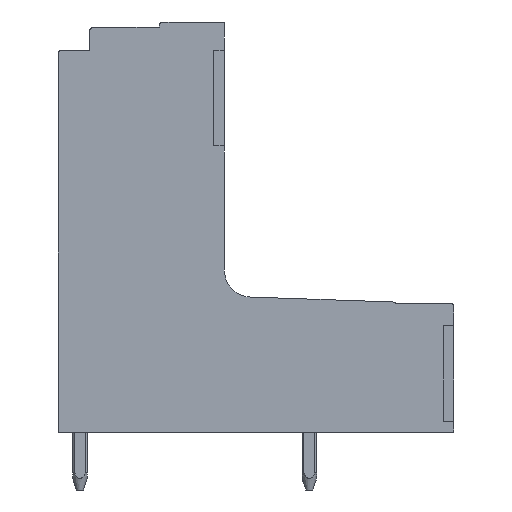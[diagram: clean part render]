
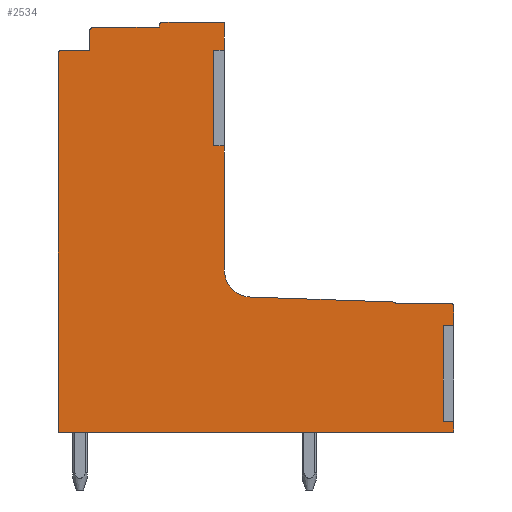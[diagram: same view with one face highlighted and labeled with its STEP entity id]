
A CAD part, left-side view. The second image highlights one B-rep face of the part: STEP entity #2534.
In plain terms, the highlighted planar face has unit normal (-1, 0, 0).
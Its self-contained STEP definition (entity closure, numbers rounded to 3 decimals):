
#2376=AXIS2_PLACEMENT_3D('Circle Axis2P3D',#2374,#2375,$) ;
#2389=AXIS2_PLACEMENT_3D('Plane Axis2P3D',#2386,#2387,#2388) ;
#2400=AXIS2_PLACEMENT_3D('Circle Axis2P3D',#2398,#2399,$) ;
#2414=AXIS2_PLACEMENT_3D('Circle Axis2P3D',#2412,#2413,$) ;
#2428=AXIS2_PLACEMENT_3D('Circle Axis2P3D',#2426,#2427,$) ;
#2440=AXIS2_PLACEMENT_3D('Circle Axis2P3D',#2438,#2439,$) ;
#2461=AXIS2_PLACEMENT_3D('Circle Axis2P3D',#2459,#2460,$) ;
#2482=AXIS2_PLACEMENT_3D('Circle Axis2P3D',#2480,#2481,$) ;
#36=CARTESIAN_POINT('Line Origine',(0.3,0.3,9.1)) ;
#40=CARTESIAN_POINT('Vertex',(0.3,0.,9.1)) ;
#42=CARTESIAN_POINT('Vertex',(0.3,0.6,9.1)) ;
#76=CARTESIAN_POINT('Line Origine',(0.3,0.6,6.45)) ;
#80=CARTESIAN_POINT('Vertex',(0.3,0.6,3.8)) ;
#135=CARTESIAN_POINT('Vertex',(0.3,0.,3.8)) ;
#155=CARTESIAN_POINT('Line Origine',(0.3,0.3,3.8)) ;
#172=CARTESIAN_POINT('Line Origine',(0.3,13.,24.34)) ;
#176=CARTESIAN_POINT('Vertex',(0.3,12.7,24.34)) ;
#178=CARTESIAN_POINT('Vertex',(0.3,13.3,24.34)) ;
#212=CARTESIAN_POINT('Line Origine',(0.3,13.3,21.69)) ;
#216=CARTESIAN_POINT('Vertex',(0.3,13.3,19.04)) ;
#266=CARTESIAN_POINT('Vertex',(0.3,12.7,19.04)) ;
#286=CARTESIAN_POINT('Line Origine',(0.3,13.,19.04)) ;
#977=CARTESIAN_POINT('Vertex',(0.3,12.7,25.8)) ;
#980=CARTESIAN_POINT('Line Origine',(0.3,12.7,25.07)) ;
#985=CARTESIAN_POINT('Line Origine',(0.3,12.7,15.61)) ;
#989=CARTESIAN_POINT('Vertex',(0.3,12.7,12.179)) ;
#2371=CARTESIAN_POINT('Vertex',(0.3,12.8,25.9)) ;
#2374=CARTESIAN_POINT('Axis2P3D Location',(0.3,12.8,25.8)) ;
#2386=CARTESIAN_POINT('Axis2P3D Location',(0.3,0.,0.)) ;
#2391=CARTESIAN_POINT('Line Origine',(0.3,0.,9.65)) ;
#2395=CARTESIAN_POINT('Vertex',(0.3,0.,10.2)) ;
#2398=CARTESIAN_POINT('Axis2P3D Location',(0.3,0.1,10.2)) ;
#2402=CARTESIAN_POINT('Vertex',(0.3,0.1,10.3)) ;
#2405=CARTESIAN_POINT('Line Origine',(0.3,1.65,10.3)) ;
#2409=CARTESIAN_POINT('Vertex',(0.3,3.2,10.3)) ;
#2412=CARTESIAN_POINT('Axis2P3D Location',(0.3,3.406,10.152)) ;
#2416=CARTESIAN_POINT('Vertex',(0.3,3.397,10.406)) ;
#2419=CARTESIAN_POINT('Line Origine',(0.3,7.325,10.543)) ;
#2423=CARTESIAN_POINT('Vertex',(0.3,11.252,10.68)) ;
#2426=CARTESIAN_POINT('Axis2P3D Location',(0.3,11.2,12.179)) ;
#2431=CARTESIAN_POINT('Line Origine',(0.3,14.45,25.9)) ;
#2435=CARTESIAN_POINT('Vertex',(0.3,16.1,25.9)) ;
#2438=CARTESIAN_POINT('Axis2P3D Location',(0.3,16.1,25.7)) ;
#2442=CARTESIAN_POINT('Vertex',(0.3,16.3,25.7)) ;
#2445=CARTESIAN_POINT('Line Origine',(0.3,16.3,25.65)) ;
#2449=CARTESIAN_POINT('Vertex',(0.3,16.3,25.6)) ;
#2452=CARTESIAN_POINT('Line Origine',(0.3,18.125,25.6)) ;
#2456=CARTESIAN_POINT('Vertex',(0.3,19.95,25.6)) ;
#2459=CARTESIAN_POINT('Axis2P3D Location',(0.3,19.95,25.4)) ;
#2463=CARTESIAN_POINT('Vertex',(0.3,20.15,25.4)) ;
#2466=CARTESIAN_POINT('Line Origine',(0.3,20.15,24.87)) ;
#2470=CARTESIAN_POINT('Vertex',(0.3,20.15,24.34)) ;
#2473=CARTESIAN_POINT('Line Origine',(0.3,20.925,24.34)) ;
#2477=CARTESIAN_POINT('Vertex',(0.3,21.7,24.34)) ;
#2480=CARTESIAN_POINT('Axis2P3D Location',(0.3,21.7,24.14)) ;
#2484=CARTESIAN_POINT('Vertex',(0.3,21.9,24.14)) ;
#2487=CARTESIAN_POINT('Line Origine',(0.3,21.9,13.67)) ;
#2491=CARTESIAN_POINT('Vertex',(0.3,21.9,3.2)) ;
#2494=CARTESIAN_POINT('Line Origine',(0.3,10.95,3.2)) ;
#2498=CARTESIAN_POINT('Vertex',(0.3,0.,3.2)) ;
#2501=CARTESIAN_POINT('Line Origine',(0.3,0.,3.5)) ;
#37=DIRECTION('Vector Direction',(0.,-1.,0.)) ;
#77=DIRECTION('Vector Direction',(0.,0.,1.)) ;
#156=DIRECTION('Vector Direction',(0.,1.,0.)) ;
#173=DIRECTION('Vector Direction',(0.,-1.,0.)) ;
#213=DIRECTION('Vector Direction',(0.,0.,1.)) ;
#287=DIRECTION('Vector Direction',(0.,1.,0.)) ;
#981=DIRECTION('Vector Direction',(0.,0.,-1.)) ;
#986=DIRECTION('Vector Direction',(0.,0.,-1.)) ;
#2375=DIRECTION('Axis2P3D Direction',(-1.,0.,0.)) ;
#2387=DIRECTION('Axis2P3D Direction',(-1.,0.,0.)) ;
#2388=DIRECTION('Axis2P3D XDirection',(0.,0.,1.)) ;
#2392=DIRECTION('Vector Direction',(0.,0.,-1.)) ;
#2399=DIRECTION('Axis2P3D Direction',(-1.,0.,0.)) ;
#2406=DIRECTION('Vector Direction',(0.,-1.,0.)) ;
#2413=DIRECTION('Axis2P3D Direction',(-1.,0.,0.)) ;
#2420=DIRECTION('Vector Direction',(0.,-0.999,-0.035)) ;
#2427=DIRECTION('Axis2P3D Direction',(-1.,0.,0.)) ;
#2432=DIRECTION('Vector Direction',(0.,-1.,0.)) ;
#2439=DIRECTION('Axis2P3D Direction',(-1.,0.,0.)) ;
#2446=DIRECTION('Vector Direction',(0.,0.,1.)) ;
#2453=DIRECTION('Vector Direction',(0.,-1.,0.)) ;
#2460=DIRECTION('Axis2P3D Direction',(-1.,0.,0.)) ;
#2467=DIRECTION('Vector Direction',(0.,0.,1.)) ;
#2474=DIRECTION('Vector Direction',(0.,-1.,0.)) ;
#2481=DIRECTION('Axis2P3D Direction',(-1.,0.,0.)) ;
#2488=DIRECTION('Vector Direction',(0.,0.,1.)) ;
#2495=DIRECTION('Vector Direction',(0.,1.,0.)) ;
#2502=DIRECTION('Vector Direction',(0.,0.,-1.)) ;
#38=VECTOR('Line Direction',#37,1.) ;
#78=VECTOR('Line Direction',#77,1.) ;
#157=VECTOR('Line Direction',#156,1.) ;
#174=VECTOR('Line Direction',#173,1.) ;
#214=VECTOR('Line Direction',#213,1.) ;
#288=VECTOR('Line Direction',#287,1.) ;
#982=VECTOR('Line Direction',#981,1.) ;
#987=VECTOR('Line Direction',#986,1.) ;
#2393=VECTOR('Line Direction',#2392,1.) ;
#2407=VECTOR('Line Direction',#2406,1.) ;
#2421=VECTOR('Line Direction',#2420,1.) ;
#2433=VECTOR('Line Direction',#2432,1.) ;
#2447=VECTOR('Line Direction',#2446,1.) ;
#2454=VECTOR('Line Direction',#2453,1.) ;
#2468=VECTOR('Line Direction',#2467,1.) ;
#2475=VECTOR('Line Direction',#2474,1.) ;
#2489=VECTOR('Line Direction',#2488,1.) ;
#2496=VECTOR('Line Direction',#2495,1.) ;
#2503=VECTOR('Line Direction',#2502,1.) ;
#2507=ORIENTED_EDGE('',*,*,#2397,.T.) ;
#2508=ORIENTED_EDGE('',*,*,#2404,.T.) ;
#2509=ORIENTED_EDGE('',*,*,#2411,.T.) ;
#2510=ORIENTED_EDGE('',*,*,#2418,.T.) ;
#2511=ORIENTED_EDGE('',*,*,#2425,.T.) ;
#2512=ORIENTED_EDGE('',*,*,#2430,.T.) ;
#2513=ORIENTED_EDGE('',*,*,#991,.T.) ;
#2514=ORIENTED_EDGE('',*,*,#290,.F.) ;
#2515=ORIENTED_EDGE('',*,*,#218,.F.) ;
#2516=ORIENTED_EDGE('',*,*,#180,.F.) ;
#2517=ORIENTED_EDGE('',*,*,#984,.T.) ;
#2518=ORIENTED_EDGE('',*,*,#2378,.T.) ;
#2519=ORIENTED_EDGE('',*,*,#2437,.T.) ;
#2520=ORIENTED_EDGE('',*,*,#2444,.T.) ;
#2521=ORIENTED_EDGE('',*,*,#2451,.T.) ;
#2522=ORIENTED_EDGE('',*,*,#2458,.T.) ;
#2523=ORIENTED_EDGE('',*,*,#2465,.T.) ;
#2524=ORIENTED_EDGE('',*,*,#2472,.T.) ;
#2525=ORIENTED_EDGE('',*,*,#2479,.T.) ;
#2526=ORIENTED_EDGE('',*,*,#2486,.T.) ;
#2527=ORIENTED_EDGE('',*,*,#2493,.T.) ;
#2528=ORIENTED_EDGE('',*,*,#2500,.T.) ;
#2529=ORIENTED_EDGE('',*,*,#2505,.T.) ;
#2530=ORIENTED_EDGE('',*,*,#159,.F.) ;
#2531=ORIENTED_EDGE('',*,*,#82,.F.) ;
#2532=ORIENTED_EDGE('',*,*,#44,.F.) ;
#2534=ADVANCED_FACE('HOUSING',(#2533),#2390,.T.) ;
#2377=CIRCLE('generated circle',#2376,0.1) ;
#2401=CIRCLE('generated circle',#2400,0.1) ;
#2415=CIRCLE('generated circle',#2414,0.253) ;
#2429=CIRCLE('generated circle',#2428,1.5) ;
#2441=CIRCLE('generated circle',#2440,0.2) ;
#2462=CIRCLE('generated circle',#2461,0.2) ;
#2483=CIRCLE('generated circle',#2482,0.2) ;
#44=EDGE_CURVE('',#41,#43,#39,.F.) ;
#82=EDGE_CURVE('',#43,#81,#79,.F.) ;
#159=EDGE_CURVE('',#81,#136,#158,.F.) ;
#180=EDGE_CURVE('',#177,#179,#175,.F.) ;
#218=EDGE_CURVE('',#179,#217,#215,.F.) ;
#290=EDGE_CURVE('',#217,#267,#289,.F.) ;
#984=EDGE_CURVE('',#177,#978,#983,.F.) ;
#991=EDGE_CURVE('',#990,#267,#988,.F.) ;
#2378=EDGE_CURVE('',#978,#2372,#2377,.T.) ;
#2397=EDGE_CURVE('',#41,#2396,#2394,.F.) ;
#2404=EDGE_CURVE('',#2396,#2403,#2401,.T.) ;
#2411=EDGE_CURVE('',#2403,#2410,#2408,.F.) ;
#2418=EDGE_CURVE('',#2410,#2417,#2415,.T.) ;
#2425=EDGE_CURVE('',#2417,#2424,#2422,.F.) ;
#2430=EDGE_CURVE('',#2424,#990,#2429,.F.) ;
#2437=EDGE_CURVE('',#2372,#2436,#2434,.F.) ;
#2444=EDGE_CURVE('',#2436,#2443,#2441,.T.) ;
#2451=EDGE_CURVE('',#2443,#2450,#2448,.F.) ;
#2458=EDGE_CURVE('',#2450,#2457,#2455,.F.) ;
#2465=EDGE_CURVE('',#2457,#2464,#2462,.T.) ;
#2472=EDGE_CURVE('',#2464,#2471,#2469,.F.) ;
#2479=EDGE_CURVE('',#2471,#2478,#2476,.F.) ;
#2486=EDGE_CURVE('',#2478,#2485,#2483,.T.) ;
#2493=EDGE_CURVE('',#2485,#2492,#2490,.F.) ;
#2500=EDGE_CURVE('',#2492,#2499,#2497,.F.) ;
#2505=EDGE_CURVE('',#2499,#136,#2504,.F.) ;
#2506=EDGE_LOOP('',(#2507,#2508,#2509,#2510,#2511,#2512,#2513,#2514,#2515,#2516,#2517,#2518,#2519,#2520,#2521,#2522,#2523,#2524,#2525,#2526,#2527,#2528,#2529,#2530,#2531,#2532)) ;
#2533=FACE_OUTER_BOUND('',#2506,.T.) ;
#39=LINE('Line',#36,#38) ;
#79=LINE('Line',#76,#78) ;
#158=LINE('Line',#155,#157) ;
#175=LINE('Line',#172,#174) ;
#215=LINE('Line',#212,#214) ;
#289=LINE('Line',#286,#288) ;
#983=LINE('Line',#980,#982) ;
#988=LINE('Line',#985,#987) ;
#2394=LINE('Line',#2391,#2393) ;
#2408=LINE('Line',#2405,#2407) ;
#2422=LINE('Line',#2419,#2421) ;
#2434=LINE('Line',#2431,#2433) ;
#2448=LINE('Line',#2445,#2447) ;
#2455=LINE('Line',#2452,#2454) ;
#2469=LINE('Line',#2466,#2468) ;
#2476=LINE('Line',#2473,#2475) ;
#2490=LINE('Line',#2487,#2489) ;
#2497=LINE('Line',#2494,#2496) ;
#2504=LINE('Line',#2501,#2503) ;
#2390=PLANE('',#2389) ;
#41=VERTEX_POINT('',#40) ;
#43=VERTEX_POINT('',#42) ;
#81=VERTEX_POINT('',#80) ;
#136=VERTEX_POINT('',#135) ;
#177=VERTEX_POINT('',#176) ;
#179=VERTEX_POINT('',#178) ;
#217=VERTEX_POINT('',#216) ;
#267=VERTEX_POINT('',#266) ;
#978=VERTEX_POINT('',#977) ;
#990=VERTEX_POINT('',#989) ;
#2372=VERTEX_POINT('',#2371) ;
#2396=VERTEX_POINT('',#2395) ;
#2403=VERTEX_POINT('',#2402) ;
#2410=VERTEX_POINT('',#2409) ;
#2417=VERTEX_POINT('',#2416) ;
#2424=VERTEX_POINT('',#2423) ;
#2436=VERTEX_POINT('',#2435) ;
#2443=VERTEX_POINT('',#2442) ;
#2450=VERTEX_POINT('',#2449) ;
#2457=VERTEX_POINT('',#2456) ;
#2464=VERTEX_POINT('',#2463) ;
#2471=VERTEX_POINT('',#2470) ;
#2478=VERTEX_POINT('',#2477) ;
#2485=VERTEX_POINT('',#2484) ;
#2492=VERTEX_POINT('',#2491) ;
#2499=VERTEX_POINT('',#2498) ;
